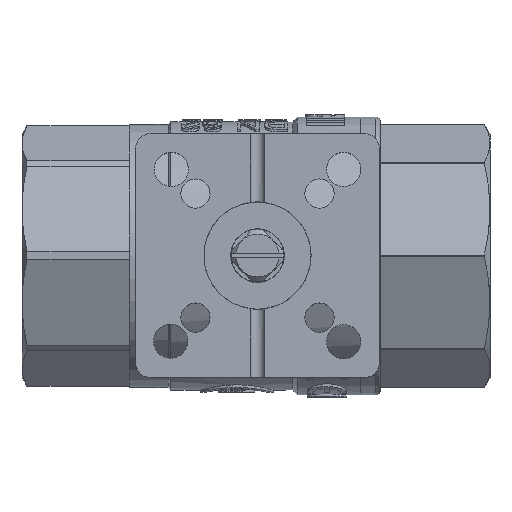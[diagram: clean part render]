
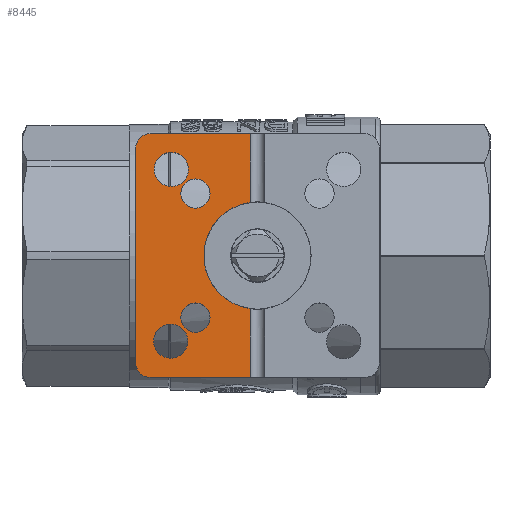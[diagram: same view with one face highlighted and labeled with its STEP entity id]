
A CAD part, top view. The second image highlights one B-rep face of the part: STEP entity #8445.
In plain terms, the highlighted planar face has unit normal (0, 0, 1).
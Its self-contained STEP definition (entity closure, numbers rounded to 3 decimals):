
#176=LINE('',#11676,#503);
#182=LINE('',#11690,#509);
#184=LINE('',#11693,#511);
#444=LINE('',#17093,#771);
#445=LINE('',#17095,#772);
#503=VECTOR('',#9481,1000.);
#509=VECTOR('',#9495,1000.);
#511=VECTOR('',#9499,1000.);
#771=VECTOR('',#10529,1000.);
#772=VECTOR('',#10532,1000.);
#2440=ORIENTED_EDGE('',*,*,#3501,.T.);
#2441=ORIENTED_EDGE('',*,*,#2867,.T.);
#2442=ORIENTED_EDGE('',*,*,#3500,.T.);
#2443=ORIENTED_EDGE('',*,*,#2928,.T.);
#2444=ORIENTED_EDGE('',*,*,#2912,.T.);
#2445=ORIENTED_EDGE('',*,*,#2938,.T.);
#2446=ORIENTED_EDGE('',*,*,#2924,.T.);
#2447=ORIENTED_EDGE('',*,*,#2936,.T.);
#2448=ORIENTED_EDGE('',*,*,#2895,.T.);
#2449=ORIENTED_EDGE('',*,*,#2899,.T.);
#2450=ORIENTED_EDGE('',*,*,#2901,.T.);
#2451=ORIENTED_EDGE('',*,*,#2897,.T.);
#2867=EDGE_CURVE('',#3704,#3707,#4302,.T.);
#2895=EDGE_CURVE('',#3735,#3735,#4329,.T.);
#2897=EDGE_CURVE('',#3737,#3737,#4331,.T.);
#2899=EDGE_CURVE('',#3739,#3739,#4333,.T.);
#2901=EDGE_CURVE('',#3741,#3741,#4335,.T.);
#2912=EDGE_CURVE('',#3752,#3753,#4338,.T.);
#2924=EDGE_CURVE('',#3764,#3765,#4344,.T.);
#2928=EDGE_CURVE('',#3768,#3752,#176,.T.);
#2936=EDGE_CURVE('',#3765,#3771,#182,.T.);
#2938=EDGE_CURVE('',#3753,#3764,#184,.T.);
#3500=EDGE_CURVE('',#3707,#3768,#444,.T.);
#3501=EDGE_CURVE('',#3771,#3704,#445,.T.);
#3704=VERTEX_POINT('',#11096);
#3707=VERTEX_POINT('',#11107);
#3735=VERTEX_POINT('',#11201);
#3737=VERTEX_POINT('',#11206);
#3739=VERTEX_POINT('',#11211);
#3741=VERTEX_POINT('',#11216);
#3752=VERTEX_POINT('',#11641);
#3753=VERTEX_POINT('',#11642);
#3764=VERTEX_POINT('',#11668);
#3765=VERTEX_POINT('',#11669);
#3768=VERTEX_POINT('',#11677);
#3771=VERTEX_POINT('',#11689);
#4302=CIRCLE('',#8604,11.);
#4329=CIRCLE('',#8650,3.);
#4331=CIRCLE('',#8653,3.5);
#4333=CIRCLE('',#8656,3.);
#4335=CIRCLE('',#8659,3.5);
#4338=CIRCLE('',#8664,3.);
#4344=CIRCLE('',#8673,3.);
#4939=EDGE_LOOP('',(#2440,#2441,#2442,#2443,#2444,#2445,#2446,#2447));
#4940=EDGE_LOOP('',(#2448));
#4941=EDGE_LOOP('',(#2449));
#4942=EDGE_LOOP('',(#2450));
#4943=EDGE_LOOP('',(#2451));
#5500=FACE_BOUND('',#4939,.T.);
#5501=FACE_BOUND('',#4940,.T.);
#5502=FACE_BOUND('',#4941,.T.);
#5503=FACE_BOUND('',#4942,.T.);
#5504=FACE_BOUND('',#4943,.T.);
#5832=PLANE('',#9067);
#8445=ADVANCED_FACE('',(#5500,#5501,#5502,#5503,#5504),#5832,.T.);
#8604=AXIS2_PLACEMENT_3D('',#11108,#9329,#9330);
#8650=AXIS2_PLACEMENT_3D('',#11200,#9421,#9422);
#8653=AXIS2_PLACEMENT_3D('',#11205,#9427,#9428);
#8656=AXIS2_PLACEMENT_3D('',#11210,#9433,#9434);
#8659=AXIS2_PLACEMENT_3D('',#11215,#9439,#9440);
#8664=AXIS2_PLACEMENT_3D('',#11640,#9449,#9450);
#8673=AXIS2_PLACEMENT_3D('',#11667,#9473,#9474);
#9067=AXIS2_PLACEMENT_3D('',#17097,#10534,#10535);
#9329=DIRECTION('',(0.,0.,-1.));
#9330=DIRECTION('',(1.,0.,0.));
#9421=DIRECTION('',(0.,0.,-1.));
#9422=DIRECTION('',(1.,0.,0.));
#9427=DIRECTION('',(0.,0.,-1.));
#9428=DIRECTION('',(1.,0.,0.));
#9433=DIRECTION('',(0.,0.,-1.));
#9434=DIRECTION('',(1.,0.,0.));
#9439=DIRECTION('',(0.,0.,-1.));
#9440=DIRECTION('',(1.,0.,0.));
#9449=DIRECTION('',(0.,0.,1.));
#9450=DIRECTION('',(1.,0.,0.));
#9473=DIRECTION('',(0.,0.,1.));
#9474=DIRECTION('',(1.,0.,0.));
#9481=DIRECTION('',(-1.,0.,0.));
#9495=DIRECTION('',(1.,0.,0.));
#9499=DIRECTION('',(0.,-1.,0.));
#10529=DIRECTION('',(0.,1.,0.));
#10532=DIRECTION('',(0.,1.,0.));
#10534=DIRECTION('',(0.,0.,1.));
#10535=DIRECTION('',(1.,0.,0.));
#11096=CARTESIAN_POINT('',(-1.5,-10.897,50.));
#11107=CARTESIAN_POINT('',(-1.5,10.897,50.));
#11108=CARTESIAN_POINT('',(0.,0.,50.));
#11200=CARTESIAN_POINT('',(-12.728,-12.728,50.));
#11201=CARTESIAN_POINT('',(-9.728,-12.728,50.));
#11205=CARTESIAN_POINT('',(-17.8,-17.554,50.));
#11206=CARTESIAN_POINT('',(-14.3,-17.554,50.));
#11210=CARTESIAN_POINT('',(-12.728,12.728,50.));
#11211=CARTESIAN_POINT('',(-9.728,12.728,50.));
#11215=CARTESIAN_POINT('',(-17.678,17.678,50.));
#11216=CARTESIAN_POINT('',(-14.178,17.678,50.));
#11640=CARTESIAN_POINT('',(-22.,22.,50.));
#11641=CARTESIAN_POINT('',(-22.,25.,50.));
#11642=CARTESIAN_POINT('',(-25.,22.,50.));
#11667=CARTESIAN_POINT('',(-22.,-22.,50.));
#11668=CARTESIAN_POINT('',(-25.,-22.,50.));
#11669=CARTESIAN_POINT('',(-22.,-25.,50.));
#11676=CARTESIAN_POINT('',(25.,25.,50.));
#11677=CARTESIAN_POINT('',(-1.5,25.,50.));
#11689=CARTESIAN_POINT('',(-1.5,-25.,50.));
#11690=CARTESIAN_POINT('',(-25.,-25.,50.));
#11693=CARTESIAN_POINT('',(-25.,25.,50.));
#17093=CARTESIAN_POINT('',(-1.5,-34.925,50.));
#17095=CARTESIAN_POINT('',(-1.5,-34.925,50.));
#17097=CARTESIAN_POINT('',(-25.,-25.,50.));
